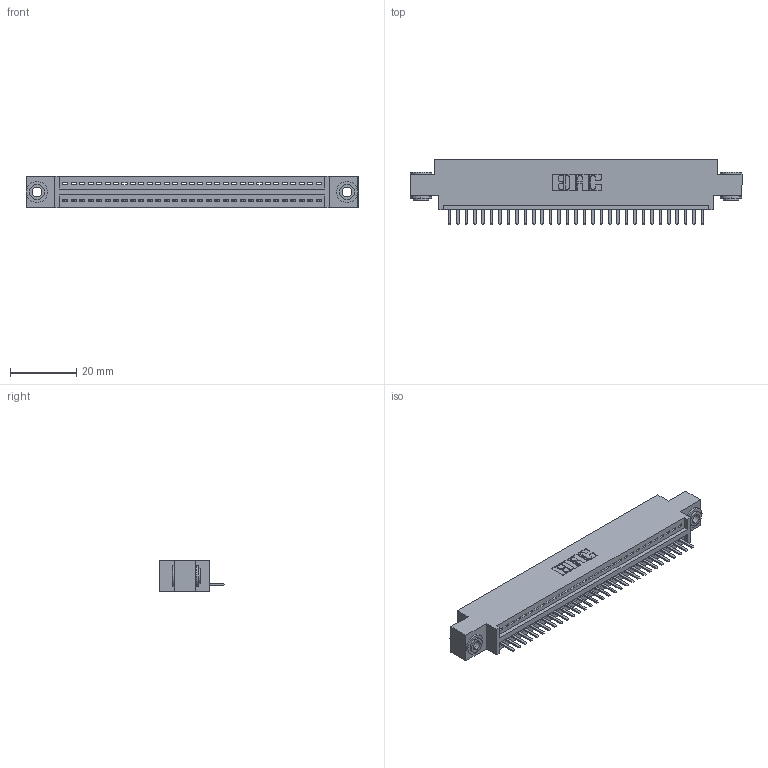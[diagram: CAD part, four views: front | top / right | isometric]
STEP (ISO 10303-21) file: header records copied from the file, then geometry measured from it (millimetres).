
FILE_DESCRIPTION (( 'STEP AP203' ), '1' );
FILE_NAME ('395-031-520-603.STEP', '2019-10-19T08:12:52', ( '' ), ( '' ), 'SwSTEP 2.0', 'SolidWorks 2016', '' );
FILE_SCHEMA (( 'CONFIG_CONTROL_DESIGN' ));
Length unit declared in the file: inch
Products named in the file (4): 345 Part_0.170 Offset - 0.156 Dia-TH; 345-250-002_345-250-002-102; 395-031-520-603; 345-292-001_345-293-120
Assembly tree (34 placements, depth 2):
  395-031-520-603
    345 Part_0.170 Offset - 0.156 Dia-TH
    345-292-001_345-293-120  x31
    345-250-002_345-250-002-102  x2
Bounding box: 99.95 x 19.68 x 9.4 mm (x, y, z)
Volume: 9220 mm3; surface area: 12152.3 mm2
Topology: 34 solids, 34 shells, 2090 faces, 6133 edges, 4002 vertices
Faces by surface type: plane 1396, cylinder 686, cone 8
Entity records: 25708 total; most frequent: CARTESIAN_POINT 4444, ORIENTED_EDGE 4390, DIRECTION 3915, EDGE_CURVE 2195, VECTOR 1911, LINE 1911, VERTEX_POINT 1458, AXIS2_PLACEMENT_3D 1002
